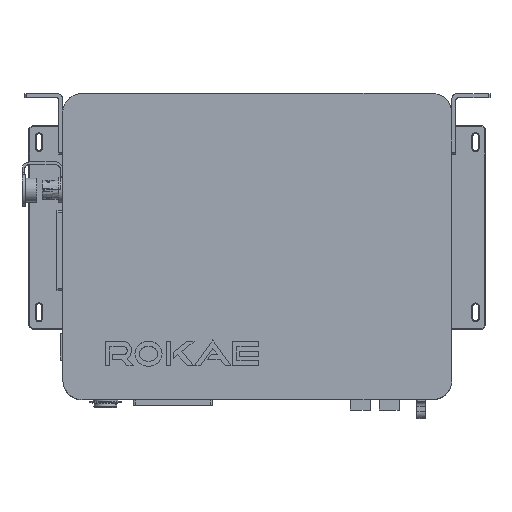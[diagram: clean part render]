
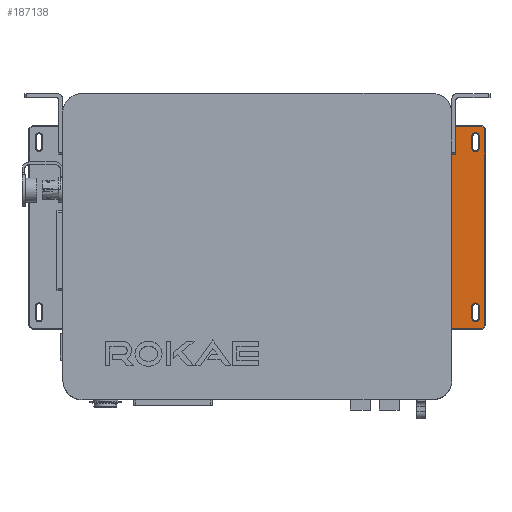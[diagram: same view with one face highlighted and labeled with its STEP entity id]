
A CAD part, top view. The second image highlights one B-rep face of the part: STEP entity #187138.
In plain terms, the highlighted free-form (B-spline) face has degree [1, 1] with [2, 2] control points.
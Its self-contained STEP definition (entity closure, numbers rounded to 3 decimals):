
#30472 = VERTEX_POINT('',#30473);
#30473 = CARTESIAN_POINT('',(242.881,44.643,
    -4.252));
#30478 = EDGE_CURVE('',#30472,#30479,#30481,.T.);
#30479 = VERTEX_POINT('',#30480);
#30480 = CARTESIAN_POINT('',(242.881,154.338,
    -4.252));
#30481 = B_SPLINE_CURVE_WITH_KNOTS('',1,(#30482,#30483),.UNSPECIFIED.,
  .F.,.F.,(2,2),(-138.,-34.8),.PIECEWISE_BEZIER_KNOTS.);
#30482 = CARTESIAN_POINT('',(242.881,44.643,
    -4.252));
#30483 = CARTESIAN_POINT('',(242.881,154.338,
    -4.252));
#34004 = VERTEX_POINT('',#34005);
#34005 = CARTESIAN_POINT('',(245.538,171.133,
    -4.252));
#38384 = VERTEX_POINT('',#38385);
#38385 = CARTESIAN_POINT('',(245.538,154.338,
    -4.252));
#38390 = EDGE_CURVE('',#34004,#38384,#38391,.T.);
#38391 = B_SPLINE_CURVE_WITH_KNOTS('',1,(#38392,#38393),.UNSPECIFIED.,
  .F.,.F.,(2,2),(19.,34.8),.PIECEWISE_BEZIER_KNOTS.);
#38392 = CARTESIAN_POINT('',(245.538,171.133,
    -4.252));
#38393 = CARTESIAN_POINT('',(245.538,154.338,
    -4.252));
#39535 = EDGE_CURVE('',#38384,#30479,#39536,.T.);
#39536 = B_SPLINE_CURVE_WITH_KNOTS('',1,(#39537,#39538),.UNSPECIFIED.,
  .F.,.F.,(2,2),(-2.5,0.),.PIECEWISE_BEZIER_KNOTS.);
#39537 = CARTESIAN_POINT('',(245.538,154.338,
    -4.252));
#39538 = CARTESIAN_POINT('',(242.881,154.338,
    -4.252));
#185755 = VERTEX_POINT('',#185756);
#185756 = CARTESIAN_POINT('',(255.424,164.543,
    -4.252));
#185761 = EDGE_CURVE('',#185762,#185755,#185764,.T.);
#185762 = VERTEX_POINT('',#185763);
#185763 = CARTESIAN_POINT('',(255.424,157.527,
    -4.252));
#185764 = B_SPLINE_CURVE_WITH_KNOTS('',1,(#185765,#185766),
  .UNSPECIFIED.,.F.,.F.,(2,2),(-6.6,0.),.PIECEWISE_BEZIER_KNOTS.);
#185765 = CARTESIAN_POINT('',(255.424,157.527,
    -4.252));
#185766 = CARTESIAN_POINT('',(255.424,164.543,
    -4.252));
#185788 = EDGE_CURVE('',#185789,#185762,#185791,.T.);
#185789 = VERTEX_POINT('',#185790);
#185790 = CARTESIAN_POINT('',(260.101,157.527,
    -4.252));
#185791 = ( BOUNDED_CURVE() B_SPLINE_CURVE(2,(#185792,#185793,#185794,
#185795,#185796),.UNSPECIFIED.,.F.,.F.) B_SPLINE_CURVE_WITH_KNOTS((3,2,3
),(0.,1.571,3.142),.PIECEWISE_BEZIER_KNOTS.) CURVE() 
GEOMETRIC_REPRESENTATION_ITEM() RATIONAL_B_SPLINE_CURVE((1.,
0.707,1.,0.707,1.)) REPRESENTATION_ITEM('') );
#185792 = CARTESIAN_POINT('',(260.101,157.527,
    -4.252));
#185793 = CARTESIAN_POINT('',(260.101,155.189,
    -4.252));
#185794 = CARTESIAN_POINT('',(257.762,155.189,
    -4.252));
#185795 = CARTESIAN_POINT('',(255.424,155.189,
    -4.252));
#185796 = CARTESIAN_POINT('',(255.424,157.527,
    -4.252));
#185839 = EDGE_CURVE('',#185755,#185840,#185842,.T.);
#185840 = VERTEX_POINT('',#185841);
#185841 = CARTESIAN_POINT('',(260.101,164.543,
    -4.252));
#185842 = ( BOUNDED_CURVE() B_SPLINE_CURVE(2,(#185843,#185844,#185845,
#185846,#185847),.UNSPECIFIED.,.F.,.F.) B_SPLINE_CURVE_WITH_KNOTS((3,2,3
    ),(3.142,4.712,6.283),
.PIECEWISE_BEZIER_KNOTS.) CURVE() GEOMETRIC_REPRESENTATION_ITEM() 
RATIONAL_B_SPLINE_CURVE((1.,0.707,1.,0.707,1.)) 
REPRESENTATION_ITEM('') );
#185843 = CARTESIAN_POINT('',(255.424,164.543,
    -4.252));
#185844 = CARTESIAN_POINT('',(255.424,166.881,
    -4.252));
#185845 = CARTESIAN_POINT('',(257.762,166.881,
    -4.252));
#185846 = CARTESIAN_POINT('',(260.101,166.881,
    -4.252));
#185847 = CARTESIAN_POINT('',(260.101,164.543,
    -4.252));
#185869 = EDGE_CURVE('',#185840,#185789,#185870,.T.);
#185870 = B_SPLINE_CURVE_WITH_KNOTS('',1,(#185871,#185872),
  .UNSPECIFIED.,.F.,.F.,(2,2),(-6.6,0.),.PIECEWISE_BEZIER_KNOTS.);
#185871 = CARTESIAN_POINT('',(260.101,164.543,
    -4.252));
#185872 = CARTESIAN_POINT('',(260.101,157.527,
    -4.252));
#186037 = VERTEX_POINT('',#186038);
#186038 = CARTESIAN_POINT('',(260.101,51.234,
    -4.252));
#186043 = EDGE_CURVE('',#186037,#186044,#186046,.T.);
#186044 = VERTEX_POINT('',#186045);
#186045 = CARTESIAN_POINT('',(255.424,51.234,
    -4.252));
#186046 = ( BOUNDED_CURVE() B_SPLINE_CURVE(2,(#186047,#186048,#186049,
#186050,#186051),.UNSPECIFIED.,.F.,.F.) B_SPLINE_CURVE_WITH_KNOTS((3,2,3
),(0.,1.571,3.142),.PIECEWISE_BEZIER_KNOTS.) CURVE() 
GEOMETRIC_REPRESENTATION_ITEM() RATIONAL_B_SPLINE_CURVE((1.,
0.707,1.,0.707,1.)) REPRESENTATION_ITEM('') );
#186047 = CARTESIAN_POINT('',(260.101,51.234,
    -4.252));
#186048 = CARTESIAN_POINT('',(260.101,48.895,
    -4.252));
#186049 = CARTESIAN_POINT('',(257.762,48.895,
    -4.252));
#186050 = CARTESIAN_POINT('',(255.424,48.895,
    -4.252));
#186051 = CARTESIAN_POINT('',(255.424,51.234,
    -4.252));
#186073 = VERTEX_POINT('',#186074);
#186074 = CARTESIAN_POINT('',(260.101,58.249,
    -4.252));
#186087 = EDGE_CURVE('',#186073,#186037,#186088,.T.);
#186088 = B_SPLINE_CURVE_WITH_KNOTS('',1,(#186089,#186090),
  .UNSPECIFIED.,.F.,.F.,(2,2),(-13.3,-6.7),.PIECEWISE_BEZIER_KNOTS.);
#186089 = CARTESIAN_POINT('',(260.101,58.249,
    -4.252));
#186090 = CARTESIAN_POINT('',(260.101,51.234,
    -4.252));
#186103 = VERTEX_POINT('',#186104);
#186104 = CARTESIAN_POINT('',(255.424,58.249,
    -4.252));
#186109 = EDGE_CURVE('',#186044,#186103,#186110,.T.);
#186110 = B_SPLINE_CURVE_WITH_KNOTS('',1,(#186111,#186112),
  .UNSPECIFIED.,.F.,.F.,(2,2),(6.7,13.3),.PIECEWISE_BEZIER_KNOTS.);
#186111 = CARTESIAN_POINT('',(255.424,51.234,
    -4.252));
#186112 = CARTESIAN_POINT('',(255.424,58.249,
    -4.252));
#186137 = EDGE_CURVE('',#186103,#186073,#186138,.T.);
#186138 = ( BOUNDED_CURVE() B_SPLINE_CURVE(2,(#186139,#186140,#186141,
#186142,#186143),.UNSPECIFIED.,.F.,.F.) B_SPLINE_CURVE_WITH_KNOTS((3,2,3
    ),(3.142,4.712,6.283),
.PIECEWISE_BEZIER_KNOTS.) CURVE() GEOMETRIC_REPRESENTATION_ITEM() 
RATIONAL_B_SPLINE_CURVE((1.,0.707,1.,0.707,1.)) 
REPRESENTATION_ITEM('') );
#186139 = CARTESIAN_POINT('',(255.424,58.249,
    -4.252));
#186140 = CARTESIAN_POINT('',(255.424,60.587,
    -4.252));
#186141 = CARTESIAN_POINT('',(257.762,60.587,
    -4.252));
#186142 = CARTESIAN_POINT('',(260.101,60.587,
    -4.252));
#186143 = CARTESIAN_POINT('',(260.101,58.249,
    -4.252));
#186297 = VERTEX_POINT('',#186298);
#186298 = CARTESIAN_POINT('',(263.608,169.318,
    -4.252));
#186313 = VERTEX_POINT('',#186314);
#186314 = CARTESIAN_POINT('',(261.794,171.133,
    -4.252));
#186319 = EDGE_CURVE('',#186297,#186313,#186320,.T.);
#186320 = B_SPLINE_CURVE_WITH_KNOTS('',1,(#186321,#186322),
  .UNSPECIFIED.,.F.,.F.,(2,2),(62.433,64.847),
  .PIECEWISE_BEZIER_KNOTS.);
#186321 = CARTESIAN_POINT('',(263.608,169.318,
    -4.252));
#186322 = CARTESIAN_POINT('',(261.794,171.133,
    -4.252));
#186340 = EDGE_CURVE('',#186313,#34004,#186341,.T.);
#186341 = B_SPLINE_CURVE_WITH_KNOTS('',1,(#186342,#186343),
  .UNSPECIFIED.,.F.,.F.,(2,2),(-25.793,-10.5),
  .PIECEWISE_BEZIER_KNOTS.);
#186342 = CARTESIAN_POINT('',(261.794,171.133,
    -4.252));
#186343 = CARTESIAN_POINT('',(245.538,171.133,
    -4.252));
#186360 = VERTEX_POINT('',#186361);
#186361 = CARTESIAN_POINT('',(263.608,46.458,
    -4.252));
#186374 = EDGE_CURVE('',#186360,#186297,#186375,.T.);
#186375 = B_SPLINE_CURVE_WITH_KNOTS('',1,(#186376,#186377),
  .UNSPECIFIED.,.F.,.F.,(2,2),(-115.793,-0.207),
  .PIECEWISE_BEZIER_KNOTS.);
#186376 = CARTESIAN_POINT('',(263.608,46.458,
    -4.252));
#186377 = CARTESIAN_POINT('',(263.608,169.318,
    -4.252));
#186410 = VERTEX_POINT('',#186411);
#186411 = CARTESIAN_POINT('',(261.794,44.643,
    -4.252));
#186424 = EDGE_CURVE('',#186410,#186360,#186425,.T.);
#186425 = B_SPLINE_CURVE_WITH_KNOTS('',1,(#186426,#186427),
  .UNSPECIFIED.,.F.,.F.,(2,2),(20.006,22.42),
  .PIECEWISE_BEZIER_KNOTS.);
#186426 = CARTESIAN_POINT('',(261.794,44.643,
    -4.252));
#186427 = CARTESIAN_POINT('',(263.608,46.458,
    -4.252));
#186472 = EDGE_CURVE('',#30472,#186410,#186473,.T.);
#186473 = B_SPLINE_CURVE_WITH_KNOTS('',1,(#186474,#186475),
  .UNSPECIFIED.,.F.,.F.,(2,2),(-18.,-0.207),
  .PIECEWISE_BEZIER_KNOTS.);
#186474 = CARTESIAN_POINT('',(242.881,44.643,
    -4.252));
#186475 = CARTESIAN_POINT('',(261.794,44.643,
    -4.252));
#187138 = ADVANCED_FACE('',(#187139,#187145,#187151),#187161,.T.);
#187139 = FACE_BOUND('',#187140,.T.);
#187140 = EDGE_LOOP('',(#187141,#187142,#187143,#187144));
#187141 = ORIENTED_EDGE('',*,*,#185788,.T.);
#187142 = ORIENTED_EDGE('',*,*,#185761,.T.);
#187143 = ORIENTED_EDGE('',*,*,#185839,.T.);
#187144 = ORIENTED_EDGE('',*,*,#185869,.T.);
#187145 = FACE_BOUND('',#187146,.T.);
#187146 = EDGE_LOOP('',(#187147,#187148,#187149,#187150));
#187147 = ORIENTED_EDGE('',*,*,#186087,.T.);
#187148 = ORIENTED_EDGE('',*,*,#186043,.T.);
#187149 = ORIENTED_EDGE('',*,*,#186109,.T.);
#187150 = ORIENTED_EDGE('',*,*,#186137,.T.);
#187151 = FACE_BOUND('',#187152,.T.);
#187152 = EDGE_LOOP('',(#187153,#187154,#187155,#187156,#187157,#187158,
    #187159,#187160));
#187153 = ORIENTED_EDGE('',*,*,#186340,.T.);
#187154 = ORIENTED_EDGE('',*,*,#38390,.T.);
#187155 = ORIENTED_EDGE('',*,*,#39535,.T.);
#187156 = ORIENTED_EDGE('',*,*,#30478,.F.);
#187157 = ORIENTED_EDGE('',*,*,#186472,.T.);
#187158 = ORIENTED_EDGE('',*,*,#186424,.T.);
#187159 = ORIENTED_EDGE('',*,*,#186374,.T.);
#187160 = ORIENTED_EDGE('',*,*,#186319,.T.);
#187161 = B_SPLINE_SURFACE_WITH_KNOTS('',1,1,(
    (#187162,#187163)
    ,(#187164,#187165
  )),.UNSPECIFIED.,.F.,.F.,.F.,(2,2),(2,2),(10.,29.5),(0.5,119.5),
  .PIECEWISE_BEZIER_KNOTS.);
#187162 = CARTESIAN_POINT('',(242.881,44.643,
    -4.252));
#187163 = CARTESIAN_POINT('',(242.881,171.133,
    -4.252));
#187164 = CARTESIAN_POINT('',(263.608,44.643,
    -4.252));
#187165 = CARTESIAN_POINT('',(263.608,171.133,
    -4.252));
